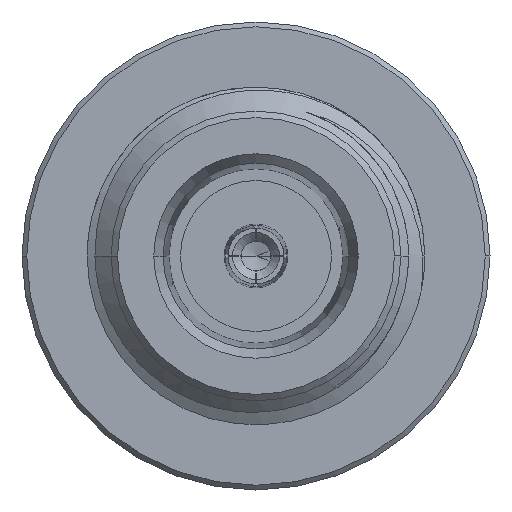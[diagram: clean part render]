
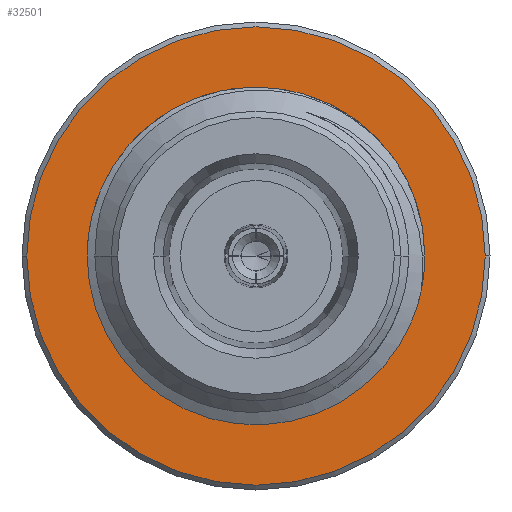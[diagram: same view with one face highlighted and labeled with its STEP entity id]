
A CAD part, left-side view. The second image highlights one B-rep face of the part: STEP entity #32501.
In plain terms, the highlighted planar face has unit normal (-1, 0, 0).
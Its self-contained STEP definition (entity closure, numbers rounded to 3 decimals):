
#998 = FACE_OUTER_BOUND ( 'NONE', #25083, .T. ) ;
#3063 = EDGE_LOOP ( 'NONE', ( #6500, #50283 ) ) ;
#5836 = CARTESIAN_POINT ( 'NONE',  ( -5., 0., 0. ) ) ;
#6128 = CIRCLE ( 'NONE', #41500, 6.807 ) ;
#6500 = ORIENTED_EDGE ( 'NONE', *, *, #47892, .F. ) ;
#6777 = AXIS2_PLACEMENT_3D ( 'NONE', #5836, #14579, #26164 ) ;
#8464 = CARTESIAN_POINT ( 'NONE',  ( -5., 6.807, 0. ) ) ;
#8643 = CARTESIAN_POINT ( 'NONE',  ( -5., 10.774, 0. ) ) ;
#8977 = DIRECTION ( 'NONE',  ( 1., 0., 0. ) ) ;
#10266 = VERTEX_POINT ( 'NONE', #23149 ) ;
#10886 = CIRCLE ( 'NONE', #6777, 10.774 ) ;
#11125 = VERTEX_POINT ( 'NONE', #21772 ) ;
#14579 = DIRECTION ( 'NONE',  ( -1., 0., 0. ) ) ;
#15151 = VERTEX_POINT ( 'NONE', #8643 ) ;
#15178 = DIRECTION ( 'NONE',  ( 0., -1., 0. ) ) ;
#15708 = AXIS2_PLACEMENT_3D ( 'NONE', #35125, #27119, #24280 ) ;
#15818 = AXIS2_PLACEMENT_3D ( 'NONE', #33128, #24883, #20764 ) ;
#20764 = DIRECTION ( 'NONE',  ( 0., -1., 0. ) ) ;
#21772 = CARTESIAN_POINT ( 'NONE',  ( -5., -6.807, 0. ) ) ;
#23149 = CARTESIAN_POINT ( 'NONE',  ( -5., -10.774, 0. ) ) ;
#23404 = CARTESIAN_POINT ( 'NONE',  ( -5., 0., 0. ) ) ;
#24280 = DIRECTION ( 'NONE',  ( 0., -1., 0. ) ) ;
#24502 = EDGE_CURVE ( 'NONE', #48610, #11125, #49550, .T. ) ;
#24668 = DIRECTION ( 'NONE',  ( 0., 1., 0. ) ) ;
#24883 = DIRECTION ( 'NONE',  ( -1., 0., 0. ) ) ;
#25083 = EDGE_LOOP ( 'NONE', ( #49948, #34565 ) ) ;
#25418 = EDGE_CURVE ( 'NONE', #10266, #15151, #10886, .T. ) ;
#26164 = DIRECTION ( 'NONE',  ( 0., -1., 0. ) ) ;
#27119 = DIRECTION ( 'NONE',  ( -1., 0., 0. ) ) ;
#29040 = PLANE ( 'NONE',  #30467 ) ;
#30467 = AXIS2_PLACEMENT_3D ( 'NONE', #32414, #8977, #24668 ) ;
#32414 = CARTESIAN_POINT ( 'NONE',  ( -5., 6.807, 0. ) ) ;
#32501 = ADVANCED_FACE ( 'NONE', ( #36291, #998 ), #29040, .F. ) ;
#33128 = CARTESIAN_POINT ( 'NONE',  ( -5., 0., 0. ) ) ;
#34326 = EDGE_CURVE ( 'NONE', #15151, #10266, #34653, .T. ) ;
#34565 = ORIENTED_EDGE ( 'NONE', *, *, #25418, .T. ) ;
#34653 = CIRCLE ( 'NONE', #15708, 10.774 ) ;
#35125 = CARTESIAN_POINT ( 'NONE',  ( -5., 0., 0. ) ) ;
#36291 = FACE_BOUND ( 'NONE', #3063, .T. ) ;
#39146 = DIRECTION ( 'NONE',  ( -1., 0., 0. ) ) ;
#41500 = AXIS2_PLACEMENT_3D ( 'NONE', #23404, #39146, #15178 ) ;
#47892 = EDGE_CURVE ( 'NONE', #11125, #48610, #6128, .T. ) ;
#48610 = VERTEX_POINT ( 'NONE', #8464 ) ;
#49550 = CIRCLE ( 'NONE', #15818, 6.807 ) ;
#49948 = ORIENTED_EDGE ( 'NONE', *, *, #34326, .T. ) ;
#50283 = ORIENTED_EDGE ( 'NONE', *, *, #24502, .F. ) ;
